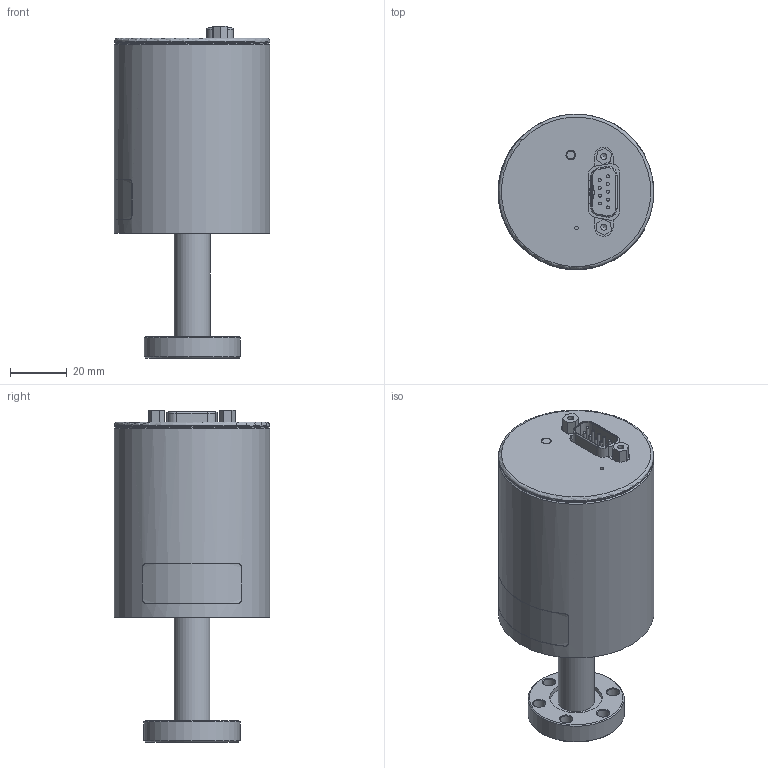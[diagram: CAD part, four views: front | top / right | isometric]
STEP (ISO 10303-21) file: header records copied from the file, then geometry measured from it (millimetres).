
FILE_DESCRIPTION(/* description */ (''),/* implementation_level */ '2;1');
FILE_NAME(/* name */ 'Röhre_kpl_16-CF.stp',/* time_stamp */ '2015-07-24T08:26:40+02:00',/* author */ ('GOP'),/* organization */ (''),/* preprocessor_version */ 'ST-DEVELOPER v15.2',/* originating_system */ 'Autodesk Inventor 2014',/* authorisation */ '');
FILE_SCHEMA (('AUTOMOTIVE_DESIGN { 1 0 10303 214 3 1 1 }'));
Length unit declared in the file: millimetre
Products named in the file (1): Röhre_kpl_16-CF
Bounding box: 55.1 x 55 x 117.3 mm (x, y, z)
Volume: 21440.9 mm3; surface area: 39711.4 mm2
Topology: 12 solids, 12 shells, 199 faces, 433 edges, 280 vertices
Faces by surface type: plane 83, cylinder 82, cone 23, torus 11
Full cylindrical faces by diameter (mm): 1.02 x9, 1.3 x1, 2.156 x2, 2.8 x1, 2.845 x2, 2.9 x1, 3.2 x3, 3.4 x1, 4.3 x6, 9.6 x1, 10.2 x1, 12.7 x1, 12.8 x1, 18.6 x1, 21.3 x1, 21.4 x1, 34 x1, 50.85 x1, 53.606 x1, 54.2 x1, 54.8 x1, 55 x1
Entity records: 5285 total; most frequent: DIRECTION 924, CARTESIAN_POINT 868, ORIENTED_EDGE 684, AXIS2_PLACEMENT_3D 390, EDGE_CURVE 342, EDGE_LOOP 306, VERTEX_POINT 254, STYLED_ITEM 211
